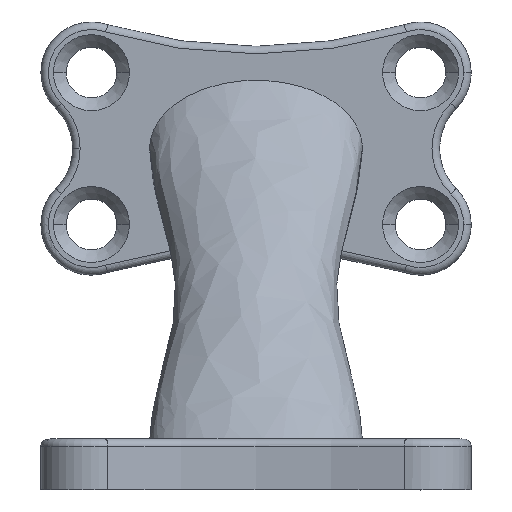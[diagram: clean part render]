
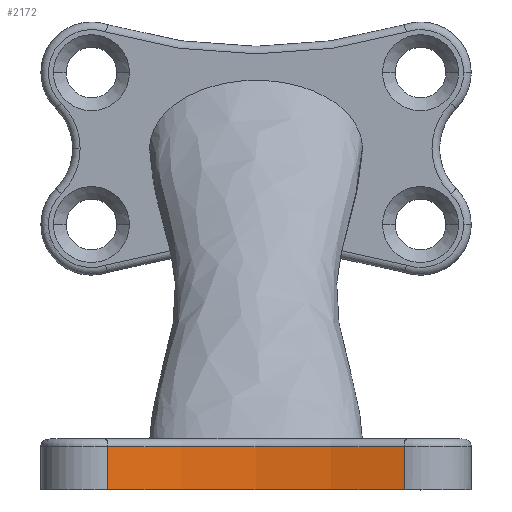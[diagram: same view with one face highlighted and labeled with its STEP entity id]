
A CAD part, top view. The second image highlights one B-rep face of the part: STEP entity #2172.
In plain terms, the highlighted cylindrical face has radius 205.564 mm (diameter 411.128 mm), a partial arc.
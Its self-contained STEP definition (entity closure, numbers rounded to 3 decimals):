
#60 = VERTEX_POINT ( 'NONE', #2423 ) ;
#312 = EDGE_CURVE ( 'NONE', #2154, #2101, #1832, .T. ) ;
#756 = AXIS2_PLACEMENT_3D ( 'NONE', #1428, #1429, #1430 ) ;
#757 = AXIS2_PLACEMENT_3D ( 'NONE', #1433, #1434, #1435 ) ;
#794 = AXIS2_PLACEMENT_3D ( 'NONE', #3053, #3054, #3052 ) ;
#1178 = LINE ( 'NONE', #1415, #1181 ) ;
#1181 = VECTOR ( 'NONE', #1405, 1000. ) ;
#1184 = CIRCLE ( 'NONE', #756, 205.564 ) ;
#1185 = CIRCLE ( 'NONE', #757, 205.564 ) ;
#1261 = FACE_OUTER_BOUND ( 'NONE', #1790, .T. ) ;
#1266 = CYLINDRICAL_SURFACE ( 'NONE', #794, 205.564 ) ;
#1405 = DIRECTION ( 'NONE',  ( 0., -1., 0. ) ) ;
#1415 = CARTESIAN_POINT ( 'NONE',  ( 84.816, -46.543, 183.929 ) ) ;
#1428 = CARTESIAN_POINT ( 'NONE',  ( 26.273, -66.543, 380.98 ) ) ;
#1429 = DIRECTION ( 'NONE',  ( 0., -1., 0. ) ) ;
#1430 = DIRECTION ( 'NONE',  ( 1., 0., 0. ) ) ;
#1433 = CARTESIAN_POINT ( 'NONE',  ( 26.273, -49.543, 380.98 ) ) ;
#1434 = DIRECTION ( 'NONE',  ( 0., -1., 0. ) ) ;
#1435 = DIRECTION ( 'NONE',  ( 1., 0., 0. ) ) ;
#1468 = DIRECTION ( 'NONE',  ( 0., -1., 0. ) ) ;
#1474 = CARTESIAN_POINT ( 'NONE',  ( -32.253, -46.543, 183.923 ) ) ;
#1790 = EDGE_LOOP ( 'NONE', ( #2567, #2565, #2572, #2566 ) ) ;
#1832 = LINE ( 'NONE', #1474, #1836 ) ;
#1836 = VECTOR ( 'NONE', #1468, 1000. ) ;
#1946 = EDGE_CURVE ( 'NONE', #2125, #60, #1178, .T. ) ;
#1950 = EDGE_CURVE ( 'NONE', #2101, #60, #1184, .T. ) ;
#1951 = EDGE_CURVE ( 'NONE', #2154, #2125, #1185, .T. ) ;
#2101 = VERTEX_POINT ( 'NONE', #2761 ) ;
#2125 = VERTEX_POINT ( 'NONE', #2777 ) ;
#2154 = VERTEX_POINT ( 'NONE', #2789 ) ;
#2172 = ADVANCED_FACE ( 'NONE', ( #1261 ), #1266, .F. ) ;
#2423 = CARTESIAN_POINT ( 'NONE',  ( 84.816, -66.543, 183.929 ) ) ;
#2565 = ORIENTED_EDGE ( 'NONE', *, *, #1950, .T. ) ;
#2566 = ORIENTED_EDGE ( 'NONE', *, *, #1951, .F. ) ;
#2567 = ORIENTED_EDGE ( 'NONE', *, *, #312, .T. ) ;
#2572 = ORIENTED_EDGE ( 'NONE', *, *, #1946, .F. ) ;
#2761 = CARTESIAN_POINT ( 'NONE',  ( -32.253, -66.543, 183.923 ) ) ;
#2777 = CARTESIAN_POINT ( 'NONE',  ( 84.816, -49.543, 183.929 ) ) ;
#2789 = CARTESIAN_POINT ( 'NONE',  ( -32.253, -49.543, 183.923 ) ) ;
#3052 = DIRECTION ( 'NONE',  ( -1., 0., 0. ) ) ;
#3053 = CARTESIAN_POINT ( 'NONE',  ( 26.273, -46.543, 380.98 ) ) ;
#3054 = DIRECTION ( 'NONE',  ( 0., -1., 0. ) ) ;
